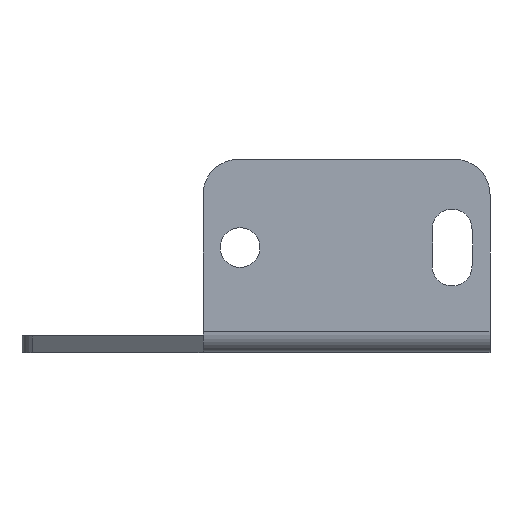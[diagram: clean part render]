
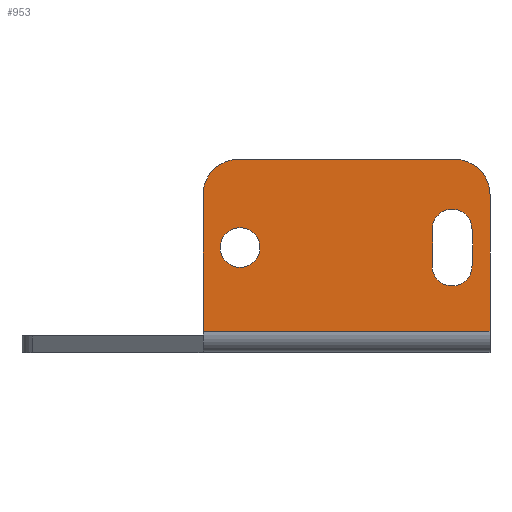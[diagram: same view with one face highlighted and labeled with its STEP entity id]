
A CAD part, front view. The second image highlights one B-rep face of the part: STEP entity #953.
In plain terms, the highlighted planar face has unit normal (0, -1, 0).
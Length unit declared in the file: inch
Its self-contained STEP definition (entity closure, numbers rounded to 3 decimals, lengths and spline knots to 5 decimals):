
#78=DIRECTION('',(-1.,0.,0.));
#79=VECTOR('',#78,1.27953);
#80=CARTESIAN_POINT('',(2.08661,0.,0.09449));
#81=LINE('',#80,#79);
#95=DIRECTION('',(0.,0.,-1.));
#96=VECTOR('',#95,0.61024);
#97=CARTESIAN_POINT('',(0.80709,0.,0.70472));
#98=LINE('',#97,#96);
#227=DIRECTION('',(0.,0.,-1.));
#228=VECTOR('',#227,0.61024);
#229=CARTESIAN_POINT('',(2.08661,0.,0.70472));
#230=LINE('',#229,#228);
#231=CARTESIAN_POINT('',(0.97244,0.,0.4685));
#232=DIRECTION('',(0.,1.,0.));
#233=DIRECTION('',(1.,0.,0.));
#234=AXIS2_PLACEMENT_3D('',#231,#232,#233);
#236=CARTESIAN_POINT('',(0.97244,0.,0.4685));
#237=DIRECTION('',(0.,1.,0.));
#238=DIRECTION('',(-1.,0.,0.));
#239=AXIS2_PLACEMENT_3D('',#236,#237,#238);
#241=CARTESIAN_POINT('',(1.91765,0.,0.38581));
#242=DIRECTION('',(0.,1.,0.));
#243=DIRECTION('',(0.996,0.,-0.087));
#244=AXIS2_PLACEMENT_3D('',#241,#242,#243);
#246=CARTESIAN_POINT('',(0.97244,0.,0.4685));
#247=DIRECTION('',(0.,1.,0.));
#248=DIRECTION('',(0.996,0.,0.087));
#249=AXIS2_PLACEMENT_3D('',#246,#247,#248);
#251=CARTESIAN_POINT('',(1.91765,0.,0.5512));
#252=DIRECTION('',(0.,1.,0.));
#253=DIRECTION('',(-0.996,0.,-0.087));
#254=AXIS2_PLACEMENT_3D('',#251,#252,#253);
#256=CARTESIAN_POINT('',(0.97244,0.,0.4685));
#257=DIRECTION('',(0.,1.,0.));
#258=DIRECTION('',(0.996,0.,0.087));
#259=AXIS2_PLACEMENT_3D('',#256,#257,#258);
#265=CARTESIAN_POINT('',(0.96457,0.,0.70472));
#266=DIRECTION('',(0.,-1.,0.));
#267=DIRECTION('',(0.,0.,1.));
#268=AXIS2_PLACEMENT_3D('',#265,#266,#267);
#279=DIRECTION('',(1.,0.,0.));
#280=VECTOR('',#279,0.96457);
#281=CARTESIAN_POINT('',(0.96457,0.,0.8622));
#282=LINE('',#281,#280);
#300=CARTESIAN_POINT('',(1.92913,0.,0.70472));
#301=DIRECTION('',(0.,-1.,0.));
#302=DIRECTION('',(1.,0.,0.));
#303=AXIS2_PLACEMENT_3D('',#300,#301,#302);
#469=CARTESIAN_POINT('',(1.06102,0.,0.4685));
#470=CARTESIAN_POINT('',(0.88386,0.,0.4685));
#471=VERTEX_POINT('',#469);
#472=VERTEX_POINT('',#470);
#477=CARTESIAN_POINT('',(1.92913,0.,0.8622));
#479=VERTEX_POINT('',#477);
#483=CARTESIAN_POINT('',(2.08661,0.,0.70472));
#484=VERTEX_POINT('',#483);
#487=CARTESIAN_POINT('',(0.96457,0.,0.8622));
#488=VERTEX_POINT('',#487);
#545=CARTESIAN_POINT('',(2.00589,0.,0.37809));
#546=CARTESIAN_POINT('',(1.8294,0.,0.39353));
#547=VERTEX_POINT('',#545);
#548=VERTEX_POINT('',#546);
#549=CARTESIAN_POINT('',(1.8294,0.,0.54348));
#550=VERTEX_POINT('',#549);
#551=CARTESIAN_POINT('',(2.00589,0.,0.55892));
#552=VERTEX_POINT('',#551);
#569=CARTESIAN_POINT('',(0.80709,0.,0.70472));
#570=VERTEX_POINT('',#569);
#585=CARTESIAN_POINT('',(0.80709,0.,0.09449));
#586=VERTEX_POINT('',#585);
#587=CARTESIAN_POINT('',(2.08661,0.,0.09449));
#588=VERTEX_POINT('',#587);
#921=CARTESIAN_POINT('',(0.80709,0.,0.));
#922=DIRECTION('',(0.,-1.,0.));
#923=DIRECTION('',(1.,0.,0.));
#924=AXIS2_PLACEMENT_3D('',#921,#922,#923);
#925=PLANE('',#924);
#926=ORIENTED_EDGE('',*,*,#675,.T.);
#927=ORIENTED_EDGE('',*,*,#699,.F.);
#929=ORIENTED_EDGE('',*,*,#928,.F.);
#931=ORIENTED_EDGE('',*,*,#930,.T.);
#933=ORIENTED_EDGE('',*,*,#932,.F.);
#934=ORIENTED_EDGE('',*,*,#906,.T.);
#935=EDGE_LOOP('',(#926,#927,#929,#931,#933,#934));
#936=FACE_OUTER_BOUND('',#935,.F.);
#938=ORIENTED_EDGE('',*,*,#937,.F.);
#940=ORIENTED_EDGE('',*,*,#939,.F.);
#941=EDGE_LOOP('',(#938,#940));
#942=FACE_BOUND('',#941,.F.);
#944=ORIENTED_EDGE('',*,*,#943,.F.);
#946=ORIENTED_EDGE('',*,*,#945,.F.);
#948=ORIENTED_EDGE('',*,*,#947,.F.);
#950=ORIENTED_EDGE('',*,*,#949,.T.);
#951=EDGE_LOOP('',(#944,#946,#948,#950));
#952=FACE_BOUND('',#951,.F.);
#953=ADVANCED_FACE('',(#936,#942,#952),#925,.T.);
#235=CIRCLE('',#234,0.08858);
#240=CIRCLE('',#239,0.08858);
#245=CIRCLE('',#244,0.08858);
#250=CIRCLE('',#249,1.0374);
#255=CIRCLE('',#254,0.08858);
#260=CIRCLE('',#259,0.86024);
#269=CIRCLE('',#268,0.15748);
#304=CIRCLE('',#303,0.15748);
#675=EDGE_CURVE('',#588,#586,#81,.T.);
#699=EDGE_CURVE('',#570,#586,#98,.T.);
#906=EDGE_CURVE('',#484,#588,#230,.T.);
#928=EDGE_CURVE('',#488,#570,#269,.T.);
#930=EDGE_CURVE('',#488,#479,#282,.T.);
#932=EDGE_CURVE('',#484,#479,#304,.T.);
#937=EDGE_CURVE('',#471,#472,#235,.T.);
#939=EDGE_CURVE('',#472,#471,#240,.T.);
#943=EDGE_CURVE('',#547,#548,#245,.T.);
#945=EDGE_CURVE('',#552,#547,#250,.T.);
#947=EDGE_CURVE('',#550,#552,#255,.T.);
#949=EDGE_CURVE('',#550,#548,#260,.T.);
